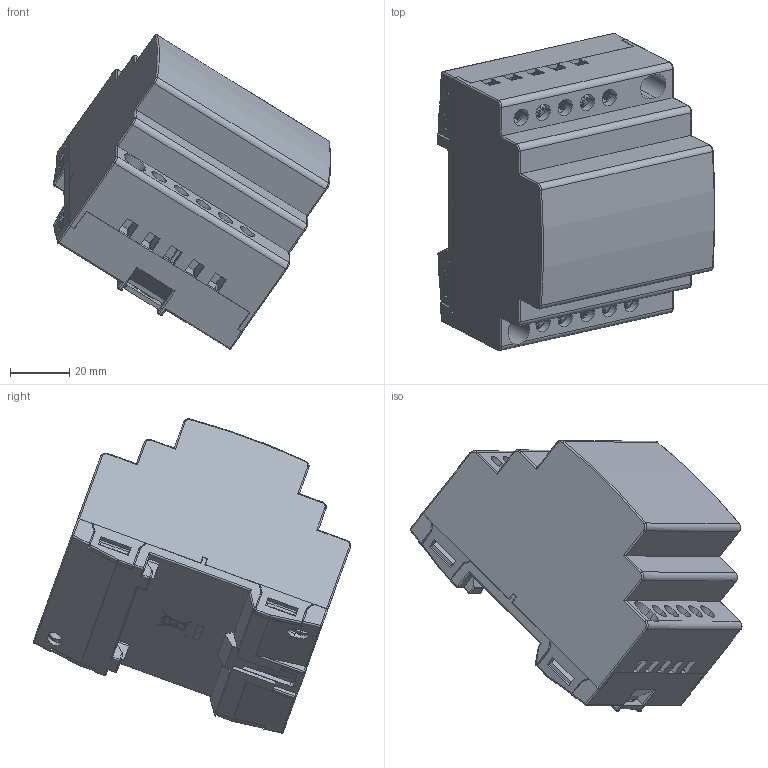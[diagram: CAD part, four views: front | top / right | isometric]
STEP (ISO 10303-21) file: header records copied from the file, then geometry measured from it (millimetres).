
FILE_DESCRIPTION(('CATIA V5 STEP Exchange'),'2;1');
FILE_NAME('5348.stp','2024-03-08T14:09:50+00:00',('none'),('none'),'CATIA Version 5-6 Release 2016 SP6','CATIA V5 STEP AP203','none');
FILE_SCHEMA(('CONFIG_CONTROL_DESIGN'));
Length unit declared in the file: millimetre
Products named in the file (1): STEP
Assembly tree (21 placements, depth 2):
  STEP
    #57  x6
    #3994  x6
    #6060  x6
    #7689
    #9359
    #22812
Bounding box: 93.59 x 107.12 x 106.03 mm (x, y, z)
Volume: 74278.2 mm3; surface area: 94130 mm2
Topology: 27 solids, 27 shells, 2428 faces, 6828 edges, 4453 vertices
Faces by surface type: plane 1467, cylinder 545, bspline 300, sphere 46, cone 42, torus 28
Entity records: 41468 total; most frequent: CARTESIAN_POINT 9154, ORIENTED_EDGE 7600, DIRECTION 5122, EDGE_CURVE 3800, VECTOR 3007, LINE 3007, VERTEX_POINT 2498, EDGE_LOOP 1410
